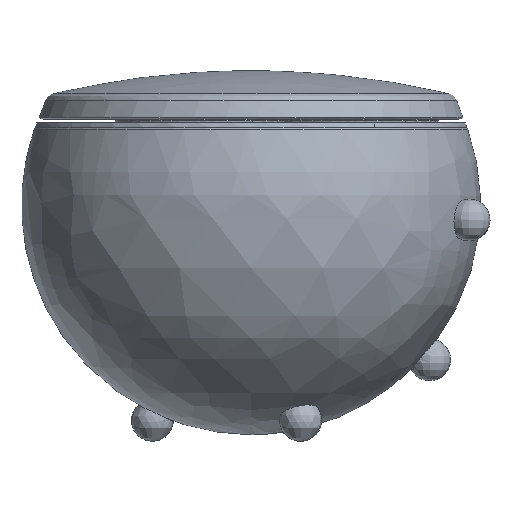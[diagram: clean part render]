
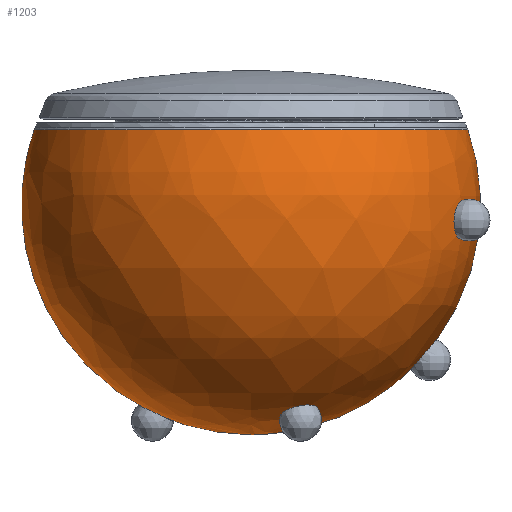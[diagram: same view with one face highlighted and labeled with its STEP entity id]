
A CAD part, front view. The second image highlights one B-rep face of the part: STEP entity #1203.
In plain terms, the highlighted free-form (B-spline) face has degree [3, 3] with [4, 4] control points.
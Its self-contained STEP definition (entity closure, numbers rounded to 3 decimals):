
#1203=ADVANCED_FACE($,(#1782),#8640,.T.);
#1782=FACE_OUTER_BOUND($,#2378,.T.);
#2378=EDGE_LOOP($,(#5318,#5319,#5320));
#5318=ORIENTED_EDGE($,*,*,#7104,.F.);
#5319=ORIENTED_EDGE($,*,*,#7136,.T.);
#5320=ORIENTED_EDGE($,*,*,#7102,.F.);
#7102=EDGE_CURVE($,#8252,#8253,#10275,.T.);
#7104=EDGE_CURVE($,#8254,#8252,#10277,.T.);
#7136=EDGE_CURVE($,#8254,#8253,#10296,.T.);
#8252=VERTEX_POINT($,#29808);
#8253=VERTEX_POINT($,#29809);
#8254=VERTEX_POINT($,#29810);
#8640=(
BOUNDED_SURFACE()
B_SPLINE_SURFACE(3,3,((#29726,#29727,#29728,#29729),(#29730,#29731,#29732,
#29733),(#29734,#29735,#29736,#29737),(#29738,#29739,#29740,#29741)),.UNSPECIFIED.,
.F.,.F.,.F.)
B_SPLINE_SURFACE_WITH_KNOTS((4,4),(4,4),(0.,749.269),(0.,1430.797),
.UNSPECIFIED.)
GEOMETRIC_REPRESENTATION_ITEM()
RATIONAL_B_SPLINE_SURFACE(((1.,0.333,0.333,1.),(0.72,
0.24,0.24,0.72),(0.72,
0.24,0.24,0.72),(1.,0.333,
0.333,1.)))
REPRESENTATION_ITEM($)
SURFACE()
);
#10275=(
BOUNDED_CURVE()
B_SPLINE_CURVE(3,(#29445,#29446,#29447,#29448),.UNSPECIFIED.,.F.,.F.)
B_SPLINE_CURVE_WITH_KNOTS((4,4),(0.,749.269),.UNSPECIFIED.)
CURVE()
GEOMETRIC_REPRESENTATION_ITEM()
RATIONAL_B_SPLINE_CURVE((1.,0.72,0.72,1.))
REPRESENTATION_ITEM($)
);
#10277=(
BOUNDED_CURVE()
B_SPLINE_CURVE(3,(#29453,#29454,#29455,#29456),.UNSPECIFIED.,.F.,.F.)
B_SPLINE_CURVE_WITH_KNOTS((4,4),(-749.269,0.),.UNSPECIFIED.)
CURVE()
GEOMETRIC_REPRESENTATION_ITEM()
RATIONAL_B_SPLINE_CURVE((1.,0.72,0.72,1.))
REPRESENTATION_ITEM($)
);
#10296=(
BOUNDED_CURVE()
B_SPLINE_CURVE(3,(#29560,#29561,#29562,#29563),.UNSPECIFIED.,.F.,.F.)
B_SPLINE_CURVE_WITH_KNOTS((4,4),(0.,1430.797),.UNSPECIFIED.)
CURVE()
GEOMETRIC_REPRESENTATION_ITEM()
RATIONAL_B_SPLINE_CURVE((1.,0.333,0.333,1.))
REPRESENTATION_ITEM($)
);
#29445=CARTESIAN_POINT($,(0.,0.,-275.648));
#29446=CARTESIAN_POINT($,(-150.968,0.,-275.65));
#29447=CARTESIAN_POINT($,(-238.468,0.,-152.629));
#29448=CARTESIAN_POINT($,(-188.927,0.,-10.025));
#29453=CARTESIAN_POINT($,(188.928,0.,-10.025));
#29454=CARTESIAN_POINT($,(238.468,0.,-152.629));
#29455=CARTESIAN_POINT($,(150.968,0.,-275.65));
#29456=CARTESIAN_POINT($,(0.,0.,-275.648));
#29560=CARTESIAN_POINT($,(188.928,0.,-10.025));
#29561=CARTESIAN_POINT($,(188.928,-377.849,-10.025));
#29562=CARTESIAN_POINT($,(-188.927,-377.849,-10.025));
#29563=CARTESIAN_POINT($,(-188.927,0.,-10.025));
#29726=CARTESIAN_POINT($,(0.,0.,-275.648));
#29727=CARTESIAN_POINT($,(0.,0.,-275.648));
#29728=CARTESIAN_POINT($,(0.,0.,-275.648));
#29729=CARTESIAN_POINT($,(0.,0.,-275.648));
#29730=CARTESIAN_POINT($,(150.968,0.,-275.648));
#29731=CARTESIAN_POINT($,(150.968,-301.935,-275.648));
#29732=CARTESIAN_POINT($,(-150.967,-301.935,-275.648));
#29733=CARTESIAN_POINT($,(-150.967,0.,-275.648));
#29734=CARTESIAN_POINT($,(238.466,0.,-152.623));
#29735=CARTESIAN_POINT($,(238.466,-476.932,-152.623));
#29736=CARTESIAN_POINT($,(-238.466,-476.932,-152.623));
#29737=CARTESIAN_POINT($,(-238.466,0.,-152.623));
#29738=CARTESIAN_POINT($,(188.925,0.,-10.016));
#29739=CARTESIAN_POINT($,(188.925,-377.849,-10.016));
#29740=CARTESIAN_POINT($,(-188.924,-377.849,-10.016));
#29741=CARTESIAN_POINT($,(-188.924,0.,-10.016));
#29808=CARTESIAN_POINT($,(0.,0.,-275.648));
#29809=CARTESIAN_POINT($,(-188.927,0.,-10.025));
#29810=CARTESIAN_POINT($,(188.928,0.,-10.025));
